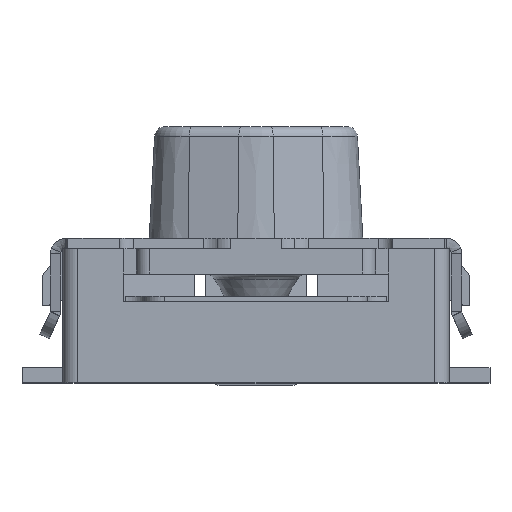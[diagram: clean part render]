
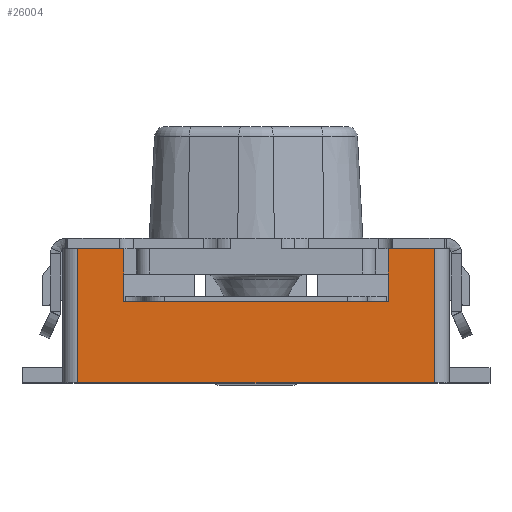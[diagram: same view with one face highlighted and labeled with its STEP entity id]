
A CAD part, top view. The second image highlights one B-rep face of the part: STEP entity #26004.
In plain terms, the highlighted planar face has unit normal (0, 0, 1).
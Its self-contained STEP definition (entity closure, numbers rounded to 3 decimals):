
#926 = PLANE('',#927);
#927 = AXIS2_PLACEMENT_3D('',#928,#929,#930);
#928 = CARTESIAN_POINT('',(0.,1.32,0.));
#929 = DIRECTION('',(0.,1.,0.));
#930 = DIRECTION('',(1.,0.,-0.));
#2046 = PLANE('',#2047);
#2047 = AXIS2_PLACEMENT_3D('',#2048,#2049,#2050);
#2048 = CARTESIAN_POINT('',(0.,0.8,0.));
#2049 = DIRECTION('',(0.,1.,0.));
#2050 = DIRECTION('',(1.,0.,-0.));
#4041 = VERTEX_POINT('',#4042);
#4042 = CARTESIAN_POINT('',(-1.75,1.32,1.4));
#4050 = CYLINDRICAL_SURFACE('',#4051,0.15);
#4051 = AXIS2_PLACEMENT_3D('',#4052,#4053,#4054);
#4052 = CARTESIAN_POINT('',(-1.75,1.328,1.25));
#4053 = DIRECTION('',(-0.,1.,-0.));
#4054 = DIRECTION('',(0.,0.,1.));
#4062 = PLANE('',#4063);
#4063 = AXIS2_PLACEMENT_3D('',#4064,#4065,#4066);
#4064 = CARTESIAN_POINT('',(0.,1.32,0.));
#4065 = DIRECTION('',(0.,1.,0.));
#4066 = DIRECTION('',(1.,0.,-0.));
#4098 = VERTEX_POINT('',#4099);
#4099 = CARTESIAN_POINT('',(-1.75,0.,1.4));
#4114 = PLANE('',#4115);
#4115 = AXIS2_PLACEMENT_3D('',#4116,#4117,#4118);
#4116 = CARTESIAN_POINT('',(0.,0.,0.));
#4117 = DIRECTION('',(0.,-1.,0.));
#4118 = DIRECTION('',(0.,0.,-1.));
#4126 = EDGE_CURVE('',#4041,#4098,#4127,.T.);
#4127 = SURFACE_CURVE('',#4128,(#4132,#4139),.PCURVE_S1.);
#4128 = LINE('',#4129,#4130);
#4129 = CARTESIAN_POINT('',(-1.75,1.32,1.4));
#4130 = VECTOR('',#4131,1.);
#4131 = DIRECTION('',(0.,-1.,0.));
#4132 = PCURVE('',#4050,#4133);
#4133 = DEFINITIONAL_REPRESENTATION('',(#4134),#4138);
#4134 = LINE('',#4135,#4136);
#4135 = CARTESIAN_POINT('',(6.283,-0.008));
#4136 = VECTOR('',#4137,1.);
#4137 = DIRECTION('',(0.,-1.));
#4138 = ( GEOMETRIC_REPRESENTATION_CONTEXT(2) 
PARAMETRIC_REPRESENTATION_CONTEXT() REPRESENTATION_CONTEXT('2D SPACE',''
  ) );
#4139 = PCURVE('',#4140,#4145);
#4140 = PLANE('',#4141);
#4141 = AXIS2_PLACEMENT_3D('',#4142,#4143,#4144);
#4142 = CARTESIAN_POINT('',(-1.9,0.,1.4));
#4143 = DIRECTION('',(0.,0.,1.));
#4144 = DIRECTION('',(1.,-0.,0.));
#4145 = DEFINITIONAL_REPRESENTATION('',(#4146),#4150);
#4146 = LINE('',#4147,#4148);
#4147 = CARTESIAN_POINT('',(0.15,1.32));
#4148 = VECTOR('',#4149,1.);
#4149 = DIRECTION('',(0.,-1.));
#4150 = ( GEOMETRIC_REPRESENTATION_CONTEXT(2) 
PARAMETRIC_REPRESENTATION_CONTEXT() REPRESENTATION_CONTEXT('2D SPACE',''
  ) );
#7075 = VERTEX_POINT('',#7076);
#7076 = CARTESIAN_POINT('',(1.75,0.,1.4));
#7091 = CYLINDRICAL_SURFACE('',#7092,0.15);
#7092 = AXIS2_PLACEMENT_3D('',#7093,#7094,#7095);
#7093 = CARTESIAN_POINT('',(1.75,1.328,1.25));
#7094 = DIRECTION('',(-0.,1.,-0.));
#7095 = DIRECTION('',(1.,0.,0.));
#7103 = EDGE_CURVE('',#4098,#7075,#7104,.T.);
#7104 = SURFACE_CURVE('',#7105,(#7109,#7116),.PCURVE_S1.);
#7105 = LINE('',#7106,#7107);
#7106 = CARTESIAN_POINT('',(-1.75,0.,1.4));
#7107 = VECTOR('',#7108,1.);
#7108 = DIRECTION('',(1.,0.,0.));
#7109 = PCURVE('',#4114,#7110);
#7110 = DEFINITIONAL_REPRESENTATION('',(#7111),#7115);
#7111 = LINE('',#7112,#7113);
#7112 = CARTESIAN_POINT('',(-1.4,-1.75));
#7113 = VECTOR('',#7114,1.);
#7114 = DIRECTION('',(0.,1.));
#7115 = ( GEOMETRIC_REPRESENTATION_CONTEXT(2) 
PARAMETRIC_REPRESENTATION_CONTEXT() REPRESENTATION_CONTEXT('2D SPACE',''
  ) );
#7116 = PCURVE('',#4140,#7117);
#7117 = DEFINITIONAL_REPRESENTATION('',(#7118),#7122);
#7118 = LINE('',#7119,#7120);
#7119 = CARTESIAN_POINT('',(0.15,0.));
#7120 = VECTOR('',#7121,1.);
#7121 = DIRECTION('',(1.,0.));
#7122 = ( GEOMETRIC_REPRESENTATION_CONTEXT(2) 
PARAMETRIC_REPRESENTATION_CONTEXT() REPRESENTATION_CONTEXT('2D SPACE',''
  ) );
#11373 = PLANE('',#11374);
#11374 = AXIS2_PLACEMENT_3D('',#11375,#11376,#11377);
#11375 = CARTESIAN_POINT('',(-1.3,0.8,1.1));
#11376 = DIRECTION('',(-1.,0.,0.));
#11377 = DIRECTION('',(0.,0.,1.));
#11643 = PLANE('',#11644);
#11644 = AXIS2_PLACEMENT_3D('',#11645,#11646,#11647);
#11645 = CARTESIAN_POINT('',(1.3,0.8,1.4));
#11646 = DIRECTION('',(1.,0.,0.));
#11647 = DIRECTION('',(0.,1.,-0.));
#18056 = VERTEX_POINT('',#18057);
#18057 = CARTESIAN_POINT('',(1.75,1.32,1.4));
#18081 = EDGE_CURVE('',#18056,#7075,#18082,.T.);
#18082 = SURFACE_CURVE('',#18083,(#18087,#18094),.PCURVE_S1.);
#18083 = LINE('',#18084,#18085);
#18084 = CARTESIAN_POINT('',(1.75,1.32,1.4));
#18085 = VECTOR('',#18086,1.);
#18086 = DIRECTION('',(0.,-1.,0.));
#18087 = PCURVE('',#7091,#18088);
#18088 = DEFINITIONAL_REPRESENTATION('',(#18089),#18093);
#18089 = LINE('',#18090,#18091);
#18090 = CARTESIAN_POINT('',(4.712,-0.008));
#18091 = VECTOR('',#18092,1.);
#18092 = DIRECTION('',(0.,-1.));
#18093 = ( GEOMETRIC_REPRESENTATION_CONTEXT(2) 
PARAMETRIC_REPRESENTATION_CONTEXT() REPRESENTATION_CONTEXT('2D SPACE',''
  ) );
#18094 = PCURVE('',#4140,#18095);
#18095 = DEFINITIONAL_REPRESENTATION('',(#18096),#18100);
#18096 = LINE('',#18097,#18098);
#18097 = CARTESIAN_POINT('',(3.65,1.32));
#18098 = VECTOR('',#18099,1.);
#18099 = DIRECTION('',(0.,-1.));
#18100 = ( GEOMETRIC_REPRESENTATION_CONTEXT(2) 
PARAMETRIC_REPRESENTATION_CONTEXT() REPRESENTATION_CONTEXT('2D SPACE',''
  ) );
#20190 = VERTEX_POINT('',#20191);
#20191 = CARTESIAN_POINT('',(-1.3,1.32,1.4));
#20212 = EDGE_CURVE('',#20190,#20213,#20215,.T.);
#20213 = VERTEX_POINT('',#20214);
#20214 = CARTESIAN_POINT('',(-1.3,0.8,1.4));
#20215 = SURFACE_CURVE('',#20216,(#20220,#20227),.PCURVE_S1.);
#20216 = LINE('',#20217,#20218);
#20217 = CARTESIAN_POINT('',(-1.3,1.32,1.4));
#20218 = VECTOR('',#20219,1.);
#20219 = DIRECTION('',(0.,-1.,0.));
#20220 = PCURVE('',#11373,#20221);
#20221 = DEFINITIONAL_REPRESENTATION('',(#20222),#20226);
#20222 = LINE('',#20223,#20224);
#20223 = CARTESIAN_POINT('',(0.3,0.52));
#20224 = VECTOR('',#20225,1.);
#20225 = DIRECTION('',(0.,-1.));
#20226 = ( GEOMETRIC_REPRESENTATION_CONTEXT(2) 
PARAMETRIC_REPRESENTATION_CONTEXT() REPRESENTATION_CONTEXT('2D SPACE',''
  ) );
#20227 = PCURVE('',#4140,#20228);
#20228 = DEFINITIONAL_REPRESENTATION('',(#20229),#20233);
#20229 = LINE('',#20230,#20231);
#20230 = CARTESIAN_POINT('',(0.6,1.32));
#20231 = VECTOR('',#20232,1.);
#20232 = DIRECTION('',(0.,-1.));
#20233 = ( GEOMETRIC_REPRESENTATION_CONTEXT(2) 
PARAMETRIC_REPRESENTATION_CONTEXT() REPRESENTATION_CONTEXT('2D SPACE',''
  ) );
#20463 = VERTEX_POINT('',#20464);
#20464 = CARTESIAN_POINT('',(1.3,0.8,1.4));
#20485 = EDGE_CURVE('',#20486,#20463,#20488,.T.);
#20486 = VERTEX_POINT('',#20487);
#20487 = CARTESIAN_POINT('',(1.3,1.32,1.4));
#20488 = SURFACE_CURVE('',#20489,(#20493,#20500),.PCURVE_S1.);
#20489 = LINE('',#20490,#20491);
#20490 = CARTESIAN_POINT('',(1.3,1.32,1.4));
#20491 = VECTOR('',#20492,1.);
#20492 = DIRECTION('',(0.,-1.,0.));
#20493 = PCURVE('',#11643,#20494);
#20494 = DEFINITIONAL_REPRESENTATION('',(#20495),#20499);
#20495 = LINE('',#20496,#20497);
#20496 = CARTESIAN_POINT('',(0.52,0.));
#20497 = VECTOR('',#20498,1.);
#20498 = DIRECTION('',(-1.,0.));
#20499 = ( GEOMETRIC_REPRESENTATION_CONTEXT(2) 
PARAMETRIC_REPRESENTATION_CONTEXT() REPRESENTATION_CONTEXT('2D SPACE',''
  ) );
#20500 = PCURVE('',#4140,#20501);
#20501 = DEFINITIONAL_REPRESENTATION('',(#20502),#20506);
#20502 = LINE('',#20503,#20504);
#20503 = CARTESIAN_POINT('',(3.2,1.32));
#20504 = VECTOR('',#20505,1.);
#20505 = DIRECTION('',(0.,-1.));
#20506 = ( GEOMETRIC_REPRESENTATION_CONTEXT(2) 
PARAMETRIC_REPRESENTATION_CONTEXT() REPRESENTATION_CONTEXT('2D SPACE',''
  ) );
#26004 = ADVANCED_FACE('',(#26005),#4140,.T.);
#26005 = FACE_BOUND('',#26006,.T.);
#26006 = EDGE_LOOP('',(#26007,#26028,#26029,#26050,#26051,#26072,#26073,
    #26074));
#26007 = ORIENTED_EDGE('',*,*,#26008,.F.);
#26008 = EDGE_CURVE('',#20486,#18056,#26009,.T.);
#26009 = SURFACE_CURVE('',#26010,(#26014,#26021),.PCURVE_S1.);
#26010 = LINE('',#26011,#26012);
#26011 = CARTESIAN_POINT('',(1.3,1.32,1.4));
#26012 = VECTOR('',#26013,1.);
#26013 = DIRECTION('',(1.,0.,0.));
#26014 = PCURVE('',#4140,#26015);
#26015 = DEFINITIONAL_REPRESENTATION('',(#26016),#26020);
#26016 = LINE('',#26017,#26018);
#26017 = CARTESIAN_POINT('',(3.2,1.32));
#26018 = VECTOR('',#26019,1.);
#26019 = DIRECTION('',(1.,0.));
#26020 = ( GEOMETRIC_REPRESENTATION_CONTEXT(2) 
PARAMETRIC_REPRESENTATION_CONTEXT() REPRESENTATION_CONTEXT('2D SPACE',''
  ) );
#26021 = PCURVE('',#926,#26022);
#26022 = DEFINITIONAL_REPRESENTATION('',(#26023),#26027);
#26023 = LINE('',#26024,#26025);
#26024 = CARTESIAN_POINT('',(1.3,-1.4));
#26025 = VECTOR('',#26026,1.);
#26026 = DIRECTION('',(1.,0.));
#26027 = ( GEOMETRIC_REPRESENTATION_CONTEXT(2) 
PARAMETRIC_REPRESENTATION_CONTEXT() REPRESENTATION_CONTEXT('2D SPACE',''
  ) );
#26028 = ORIENTED_EDGE('',*,*,#20485,.T.);
#26029 = ORIENTED_EDGE('',*,*,#26030,.F.);
#26030 = EDGE_CURVE('',#20213,#20463,#26031,.T.);
#26031 = SURFACE_CURVE('',#26032,(#26036,#26043),.PCURVE_S1.);
#26032 = LINE('',#26033,#26034);
#26033 = CARTESIAN_POINT('',(-1.3,0.8,1.4));
#26034 = VECTOR('',#26035,1.);
#26035 = DIRECTION('',(1.,0.,0.));
#26036 = PCURVE('',#4140,#26037);
#26037 = DEFINITIONAL_REPRESENTATION('',(#26038),#26042);
#26038 = LINE('',#26039,#26040);
#26039 = CARTESIAN_POINT('',(0.6,0.8));
#26040 = VECTOR('',#26041,1.);
#26041 = DIRECTION('',(1.,0.));
#26042 = ( GEOMETRIC_REPRESENTATION_CONTEXT(2) 
PARAMETRIC_REPRESENTATION_CONTEXT() REPRESENTATION_CONTEXT('2D SPACE',''
  ) );
#26043 = PCURVE('',#2046,#26044);
#26044 = DEFINITIONAL_REPRESENTATION('',(#26045),#26049);
#26045 = LINE('',#26046,#26047);
#26046 = CARTESIAN_POINT('',(-1.3,-1.4));
#26047 = VECTOR('',#26048,1.);
#26048 = DIRECTION('',(1.,0.));
#26049 = ( GEOMETRIC_REPRESENTATION_CONTEXT(2) 
PARAMETRIC_REPRESENTATION_CONTEXT() REPRESENTATION_CONTEXT('2D SPACE',''
  ) );
#26050 = ORIENTED_EDGE('',*,*,#20212,.F.);
#26051 = ORIENTED_EDGE('',*,*,#26052,.F.);
#26052 = EDGE_CURVE('',#4041,#20190,#26053,.T.);
#26053 = SURFACE_CURVE('',#26054,(#26058,#26065),.PCURVE_S1.);
#26054 = LINE('',#26055,#26056);
#26055 = CARTESIAN_POINT('',(-1.75,1.32,1.4));
#26056 = VECTOR('',#26057,1.);
#26057 = DIRECTION('',(1.,0.,0.));
#26058 = PCURVE('',#4140,#26059);
#26059 = DEFINITIONAL_REPRESENTATION('',(#26060),#26064);
#26060 = LINE('',#26061,#26062);
#26061 = CARTESIAN_POINT('',(0.15,1.32));
#26062 = VECTOR('',#26063,1.);
#26063 = DIRECTION('',(1.,0.));
#26064 = ( GEOMETRIC_REPRESENTATION_CONTEXT(2) 
PARAMETRIC_REPRESENTATION_CONTEXT() REPRESENTATION_CONTEXT('2D SPACE',''
  ) );
#26065 = PCURVE('',#4062,#26066);
#26066 = DEFINITIONAL_REPRESENTATION('',(#26067),#26071);
#26067 = LINE('',#26068,#26069);
#26068 = CARTESIAN_POINT('',(-1.75,-1.4));
#26069 = VECTOR('',#26070,1.);
#26070 = DIRECTION('',(1.,0.));
#26071 = ( GEOMETRIC_REPRESENTATION_CONTEXT(2) 
PARAMETRIC_REPRESENTATION_CONTEXT() REPRESENTATION_CONTEXT('2D SPACE',''
  ) );
#26072 = ORIENTED_EDGE('',*,*,#4126,.T.);
#26073 = ORIENTED_EDGE('',*,*,#7103,.T.);
#26074 = ORIENTED_EDGE('',*,*,#18081,.F.);
